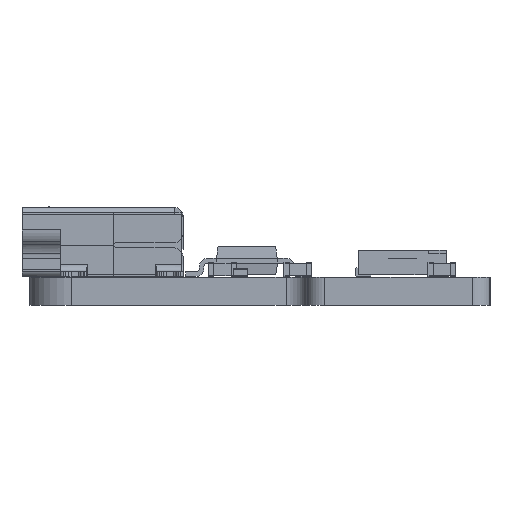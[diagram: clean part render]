
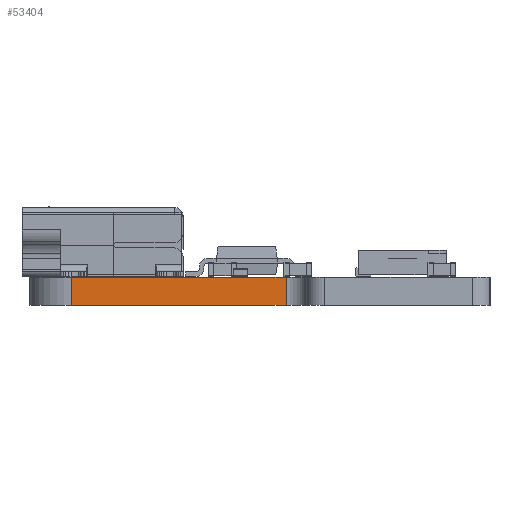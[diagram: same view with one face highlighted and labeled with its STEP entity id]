
A CAD part, left-side view. The second image highlights one B-rep face of the part: STEP entity #53404.
In plain terms, the highlighted planar face has unit normal (-1, 0, 0).
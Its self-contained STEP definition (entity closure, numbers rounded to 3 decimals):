
#53213 = CYLINDRICAL_SURFACE('',#53214,1.207);
#53214 = AXIS2_PLACEMENT_3D('',#53215,#53216,#53217);
#53215 = CARTESIAN_POINT('',(147.384,-69.994,0.));
#53216 = DIRECTION('',(0.,0.,-1.));
#53217 = DIRECTION('',(1.,0.,0.));
#53238 = VERTEX_POINT('',#53239);
#53239 = CARTESIAN_POINT('',(148.59,-69.994,1.6));
#53254 = PLANE('',#53255);
#53255 = AXIS2_PLACEMENT_3D('',#53256,#53257,#53258);
#53256 = CARTESIAN_POINT('',(153.101,-74.559,1.6));
#53257 = DIRECTION('',(0.,0.,-1.));
#53258 = DIRECTION('',(-1.,0.,0.));
#53270 = EDGE_CURVE('',#53271,#53238,#53273,.T.);
#53271 = VERTEX_POINT('',#53272);
#53272 = CARTESIAN_POINT('',(148.59,-69.994,0.));
#53273 = SURFACE_CURVE('',#53274,(#53278,#53285),.PCURVE_S1.);
#53274 = LINE('',#53275,#53276);
#53275 = CARTESIAN_POINT('',(148.59,-69.994,0.));
#53276 = VECTOR('',#53277,1.);
#53277 = DIRECTION('',(0.,0.,1.));
#53278 = PCURVE('',#53213,#53279);
#53279 = DEFINITIONAL_REPRESENTATION('',(#53280),#53284);
#53280 = LINE('',#53281,#53282);
#53281 = CARTESIAN_POINT('',(-6.283,0.));
#53282 = VECTOR('',#53283,1.);
#53283 = DIRECTION('',(0.,-1.));
#53284 = ( GEOMETRIC_REPRESENTATION_CONTEXT(2) 
PARAMETRIC_REPRESENTATION_CONTEXT() REPRESENTATION_CONTEXT('2D SPACE',''
  ) );
#53285 = PCURVE('',#53286,#53291);
#53286 = PLANE('',#53287);
#53287 = AXIS2_PLACEMENT_3D('',#53288,#53289,#53290);
#53288 = CARTESIAN_POINT('',(148.59,-57.722,0.));
#53289 = DIRECTION('',(1.,0.,0.));
#53290 = DIRECTION('',(0.,-1.,0.));
#53291 = DEFINITIONAL_REPRESENTATION('',(#53292),#53296);
#53292 = LINE('',#53293,#53294);
#53293 = CARTESIAN_POINT('',(12.272,0.));
#53294 = VECTOR('',#53295,1.);
#53295 = DIRECTION('',(0.,-1.));
#53296 = ( GEOMETRIC_REPRESENTATION_CONTEXT(2) 
PARAMETRIC_REPRESENTATION_CONTEXT() REPRESENTATION_CONTEXT('2D SPACE',''
  ) );
#53313 = PLANE('',#53314);
#53314 = AXIS2_PLACEMENT_3D('',#53315,#53316,#53317);
#53315 = CARTESIAN_POINT('',(153.101,-74.559,0.));
#53316 = DIRECTION('',(0.,0.,-1.));
#53317 = DIRECTION('',(-1.,0.,0.));
#53404 = ADVANCED_FACE('',(#53405),#53286,.F.);
#53405 = FACE_BOUND('',#53406,.F.);
#53406 = EDGE_LOOP('',(#53407,#53437,#53458,#53459));
#53407 = ORIENTED_EDGE('',*,*,#53408,.T.);
#53408 = EDGE_CURVE('',#53409,#53411,#53413,.T.);
#53409 = VERTEX_POINT('',#53410);
#53410 = CARTESIAN_POINT('',(148.59,-57.722,0.));
#53411 = VERTEX_POINT('',#53412);
#53412 = CARTESIAN_POINT('',(148.59,-57.722,1.6));
#53413 = SURFACE_CURVE('',#53414,(#53418,#53425),.PCURVE_S1.);
#53414 = LINE('',#53415,#53416);
#53415 = CARTESIAN_POINT('',(148.59,-57.722,0.));
#53416 = VECTOR('',#53417,1.);
#53417 = DIRECTION('',(0.,0.,1.));
#53418 = PCURVE('',#53286,#53419);
#53419 = DEFINITIONAL_REPRESENTATION('',(#53420),#53424);
#53420 = LINE('',#53421,#53422);
#53421 = CARTESIAN_POINT('',(0.,0.));
#53422 = VECTOR('',#53423,1.);
#53423 = DIRECTION('',(0.,-1.));
#53424 = ( GEOMETRIC_REPRESENTATION_CONTEXT(2) 
PARAMETRIC_REPRESENTATION_CONTEXT() REPRESENTATION_CONTEXT('2D SPACE',''
  ) );
#53425 = PCURVE('',#53426,#53431);
#53426 = CYLINDRICAL_SURFACE('',#53427,2.413);
#53427 = AXIS2_PLACEMENT_3D('',#53428,#53429,#53430);
#53428 = CARTESIAN_POINT('',(151.003,-57.722,0.));
#53429 = DIRECTION('',(0.,0.,-1.));
#53430 = DIRECTION('',(1.,0.,0.));
#53431 = DEFINITIONAL_REPRESENTATION('',(#53432),#53436);
#53432 = LINE('',#53433,#53434);
#53433 = CARTESIAN_POINT('',(-3.142,0.));
#53434 = VECTOR('',#53435,1.);
#53435 = DIRECTION('',(0.,-1.));
#53436 = ( GEOMETRIC_REPRESENTATION_CONTEXT(2) 
PARAMETRIC_REPRESENTATION_CONTEXT() REPRESENTATION_CONTEXT('2D SPACE',''
  ) );
#53437 = ORIENTED_EDGE('',*,*,#53438,.T.);
#53438 = EDGE_CURVE('',#53411,#53238,#53439,.T.);
#53439 = SURFACE_CURVE('',#53440,(#53444,#53451),.PCURVE_S1.);
#53440 = LINE('',#53441,#53442);
#53441 = CARTESIAN_POINT('',(148.59,-57.722,1.6));
#53442 = VECTOR('',#53443,1.);
#53443 = DIRECTION('',(0.,-1.,0.));
#53444 = PCURVE('',#53286,#53445);
#53445 = DEFINITIONAL_REPRESENTATION('',(#53446),#53450);
#53446 = LINE('',#53447,#53448);
#53447 = CARTESIAN_POINT('',(0.,-1.6));
#53448 = VECTOR('',#53449,1.);
#53449 = DIRECTION('',(1.,0.));
#53450 = ( GEOMETRIC_REPRESENTATION_CONTEXT(2) 
PARAMETRIC_REPRESENTATION_CONTEXT() REPRESENTATION_CONTEXT('2D SPACE',''
  ) );
#53451 = PCURVE('',#53254,#53452);
#53452 = DEFINITIONAL_REPRESENTATION('',(#53453),#53457);
#53453 = LINE('',#53454,#53455);
#53454 = CARTESIAN_POINT('',(4.511,16.837));
#53455 = VECTOR('',#53456,1.);
#53456 = DIRECTION('',(0.,-1.));
#53457 = ( GEOMETRIC_REPRESENTATION_CONTEXT(2) 
PARAMETRIC_REPRESENTATION_CONTEXT() REPRESENTATION_CONTEXT('2D SPACE',''
  ) );
#53458 = ORIENTED_EDGE('',*,*,#53270,.F.);
#53459 = ORIENTED_EDGE('',*,*,#53460,.F.);
#53460 = EDGE_CURVE('',#53409,#53271,#53461,.T.);
#53461 = SURFACE_CURVE('',#53462,(#53466,#53473),.PCURVE_S1.);
#53462 = LINE('',#53463,#53464);
#53463 = CARTESIAN_POINT('',(148.59,-57.722,0.));
#53464 = VECTOR('',#53465,1.);
#53465 = DIRECTION('',(0.,-1.,0.));
#53466 = PCURVE('',#53286,#53467);
#53467 = DEFINITIONAL_REPRESENTATION('',(#53468),#53472);
#53468 = LINE('',#53469,#53470);
#53469 = CARTESIAN_POINT('',(0.,0.));
#53470 = VECTOR('',#53471,1.);
#53471 = DIRECTION('',(1.,0.));
#53472 = ( GEOMETRIC_REPRESENTATION_CONTEXT(2) 
PARAMETRIC_REPRESENTATION_CONTEXT() REPRESENTATION_CONTEXT('2D SPACE',''
  ) );
#53473 = PCURVE('',#53313,#53474);
#53474 = DEFINITIONAL_REPRESENTATION('',(#53475),#53479);
#53475 = LINE('',#53476,#53477);
#53476 = CARTESIAN_POINT('',(4.511,16.837));
#53477 = VECTOR('',#53478,1.);
#53478 = DIRECTION('',(0.,-1.));
#53479 = ( GEOMETRIC_REPRESENTATION_CONTEXT(2) 
PARAMETRIC_REPRESENTATION_CONTEXT() REPRESENTATION_CONTEXT('2D SPACE',''
  ) );
